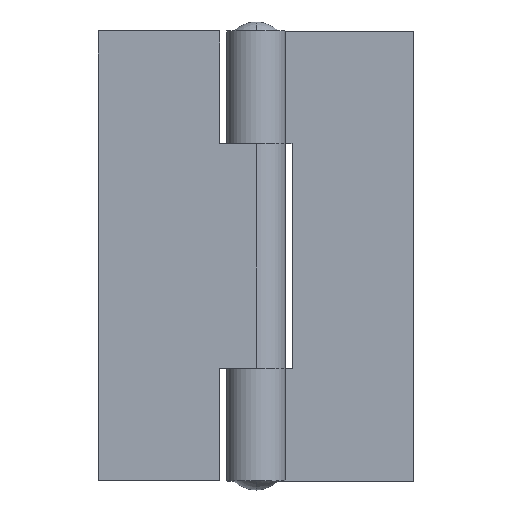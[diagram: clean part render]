
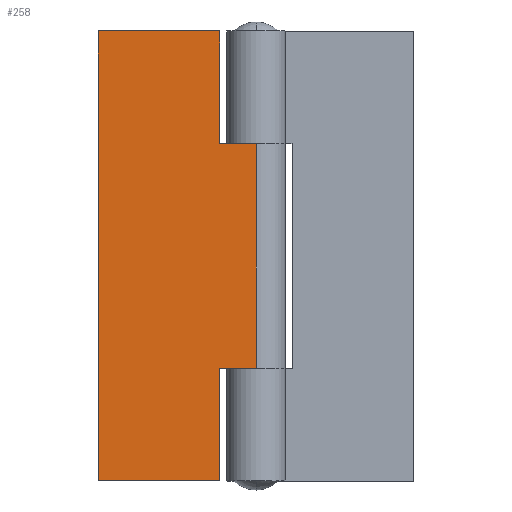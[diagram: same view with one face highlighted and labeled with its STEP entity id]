
A CAD part, top view. The second image highlights one B-rep face of the part: STEP entity #258.
In plain terms, the highlighted face is planar.
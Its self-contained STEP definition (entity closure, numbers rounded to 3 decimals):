
#145 = VERTEX_POINT ( 'NONE', #618 ) ;
#149 = ORIENTED_EDGE ( 'NONE', *, *, #227, .T. ) ;
#193 = VERTEX_POINT ( 'NONE', #720 ) ;
#194 = ORIENTED_EDGE ( 'NONE', *, *, #241, .F. ) ;
#213 = EDGE_CURVE ( 'NONE', #193, #239, #744, .T. ) ;
#214 = EDGE_CURVE ( 'NONE', #248, #254, #740, .T. ) ;
#227 = EDGE_CURVE ( 'NONE', #284, #248, #778, .T. ) ;
#231 = ORIENTED_EDGE ( 'NONE', *, *, #214, .T. ) ;
#239 = VERTEX_POINT ( 'NONE', #764 ) ;
#240 = ORIENTED_EDGE ( 'NONE', *, *, #213, .T. ) ;
#241 = EDGE_CURVE ( 'NONE', #193, #254, #763, .T. ) ;
#245 = ORIENTED_EDGE ( 'NONE', *, *, #246, .T. ) ;
#246 = EDGE_CURVE ( 'NONE', #239, #145, #759, .T. ) ;
#248 = VERTEX_POINT ( 'NONE', #821 ) ;
#249 = ORIENTED_EDGE ( 'NONE', *, *, #266, .T. ) ;
#252 = ORIENTED_EDGE ( 'NONE', *, *, #285, .F. ) ;
#253 = ORIENTED_EDGE ( 'NONE', *, *, #274, .T. ) ;
#254 = VERTEX_POINT ( 'NONE', #816 ) ;
#258 = ADVANCED_FACE ( 'NONE', ( #808 ), #813, .F. ) ;
#260 = EDGE_LOOP ( 'NONE', ( #149, #231, #194, #240, #245, #252, #253, #249 ) ) ;
#266 = EDGE_CURVE ( 'NONE', #268, #284, #797, .T. ) ;
#268 = VERTEX_POINT ( 'NONE', #793 ) ;
#274 = EDGE_CURVE ( 'NONE', #290, #268, #846, .T. ) ;
#284 = VERTEX_POINT ( 'NONE', #828 ) ;
#285 = EDGE_CURVE ( 'NONE', #290, #145, #826, .T. ) ;
#290 = VERTEX_POINT ( 'NONE', #878 ) ;
#618 = CARTESIAN_POINT ( 'NONE',  ( 4., 25., -3.25 ) ) ;
#720 = CARTESIAN_POINT ( 'NONE',  ( 0., 12.5, -3.25 ) ) ;
#737 = DIRECTION ( 'NONE',  ( -1., 0., 0. ) ) ;
#738 = VECTOR ( 'NONE', #737, 1000. ) ;
#739 = CARTESIAN_POINT ( 'NONE',  ( 0., -12.5, -3.25 ) ) ;
#740 = LINE ( 'NONE', #739, #738 ) ;
#741 = DIRECTION ( 'NONE',  ( 1., 0., 0. ) ) ;
#742 = VECTOR ( 'NONE', #741, 1000. ) ;
#743 = CARTESIAN_POINT ( 'NONE',  ( 0., 12.5, -3.25 ) ) ;
#744 = LINE ( 'NONE', #743, #742 ) ;
#757 = VECTOR ( 'NONE', #822, 1000. ) ;
#758 = CARTESIAN_POINT ( 'NONE',  ( 4., 25., -3.25 ) ) ;
#759 = LINE ( 'NONE', #758, #757 ) ;
#760 = DIRECTION ( 'NONE',  ( 0., -1., 0. ) ) ;
#761 = VECTOR ( 'NONE', #760, 1000. ) ;
#762 = CARTESIAN_POINT ( 'NONE',  ( 0., 25., -3.25 ) ) ;
#763 = LINE ( 'NONE', #762, #761 ) ;
#764 = CARTESIAN_POINT ( 'NONE',  ( 4., 12.5, -3.25 ) ) ;
#775 = DIRECTION ( 'NONE',  ( 0., 1., 0. ) ) ;
#776 = VECTOR ( 'NONE', #775, 1000. ) ;
#777 = CARTESIAN_POINT ( 'NONE',  ( 4., 25., -3.25 ) ) ;
#778 = LINE ( 'NONE', #777, #776 ) ;
#793 = CARTESIAN_POINT ( 'NONE',  ( 17.5, -25., -3.25 ) ) ;
#794 = DIRECTION ( 'NONE',  ( -1., 0., 0. ) ) ;
#795 = VECTOR ( 'NONE', #794, 1000. ) ;
#796 = CARTESIAN_POINT ( 'NONE',  ( 0., -25., -3.25 ) ) ;
#797 = LINE ( 'NONE', #796, #795 ) ;
#804 = DIRECTION ( 'NONE',  ( 1., 0., 0. ) ) ;
#805 = DIRECTION ( 'NONE',  ( 0., 0., 1. ) ) ;
#806 = CARTESIAN_POINT ( 'NONE',  ( 0., 25., -3.25 ) ) ;
#807 = AXIS2_PLACEMENT_3D ( 'NONE', #806, #805, #804 ) ;
#808 = FACE_OUTER_BOUND ( 'NONE', #260, .T. ) ;
#813 = PLANE ( 'NONE',  #807 ) ;
#816 = CARTESIAN_POINT ( 'NONE',  ( 0., -12.5, -3.25 ) ) ;
#821 = CARTESIAN_POINT ( 'NONE',  ( 4., -12.5, -3.25 ) ) ;
#822 = DIRECTION ( 'NONE',  ( 0., 1., 0. ) ) ;
#823 = DIRECTION ( 'NONE',  ( -1., 0., 0. ) ) ;
#824 = VECTOR ( 'NONE', #823, 1000. ) ;
#825 = CARTESIAN_POINT ( 'NONE',  ( 0., 25., -3.25 ) ) ;
#826 = LINE ( 'NONE', #825, #824 ) ;
#828 = CARTESIAN_POINT ( 'NONE',  ( 4., -25., -3.25 ) ) ;
#843 = DIRECTION ( 'NONE',  ( 0., -1., 0. ) ) ;
#844 = VECTOR ( 'NONE', #843, 1000. ) ;
#845 = CARTESIAN_POINT ( 'NONE',  ( 17.5, 25., -3.25 ) ) ;
#846 = LINE ( 'NONE', #845, #844 ) ;
#878 = CARTESIAN_POINT ( 'NONE',  ( 17.5, 25., -3.25 ) ) ;
